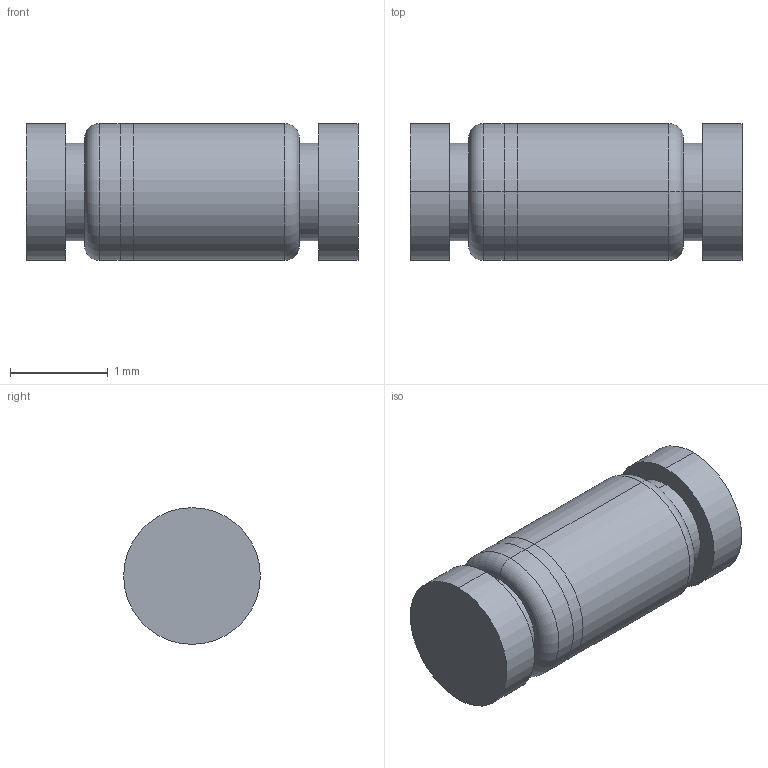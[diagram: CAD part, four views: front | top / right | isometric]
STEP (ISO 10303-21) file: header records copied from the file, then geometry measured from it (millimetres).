
FILE_DESCRIPTION (( 'STEP AP214' ), '1' );
FILE_NAME ('100AD.STEP', '2024-04-15T11:51:31', ( 'LENOVO' ), ( '' ), 'SwSTEP 2.0', 'SolidWorks 2021', '' );
FILE_SCHEMA (( 'AUTOMOTIVE_DESIGN' ));
Length unit declared in the file: millimetre
Products named in the file (1): 100AD
Bounding box: 3.4 x 1.4 x 1.4 mm (x, y, z)
Volume: 4.9 mm3; surface area: 26.1 mm2
Topology: 4 solids, 4 shells, 34 faces, 62 edges, 40 vertices
Faces by surface type: cylinder 18, plane 12, torus 4
Entity records: 923 total; most frequent: DIRECTION 176, CARTESIAN_POINT 137, ORIENTED_EDGE 124, AXIS2_PLACEMENT_3D 79, EDGE_CURVE 62, CIRCLE 44, VERTEX_POINT 40, EDGE_LOOP 40
